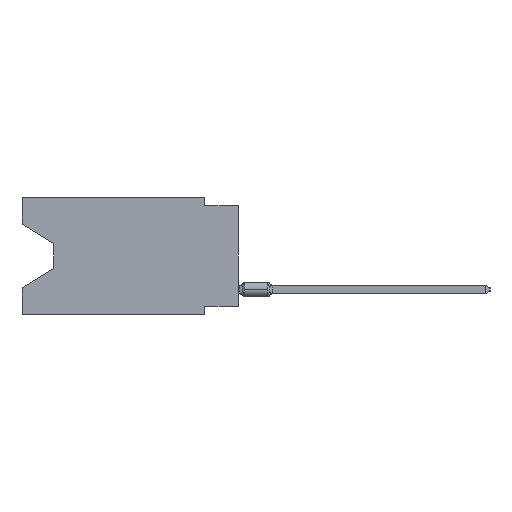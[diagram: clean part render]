
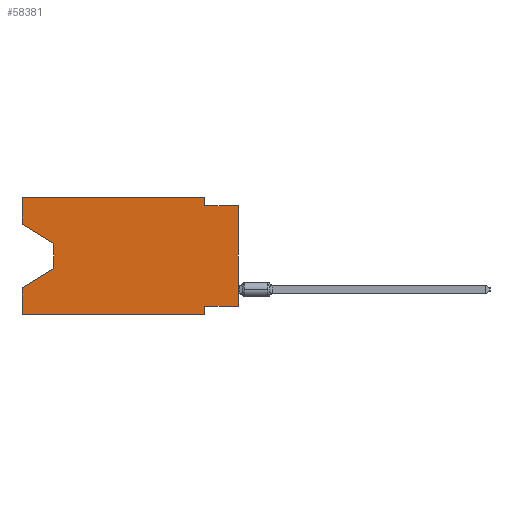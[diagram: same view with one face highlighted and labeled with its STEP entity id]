
A CAD part, left-side view. The second image highlights one B-rep face of the part: STEP entity #58381.
In plain terms, the highlighted planar face has unit normal (-1, 0, 0).
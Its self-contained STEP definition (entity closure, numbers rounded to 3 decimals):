
#1221 = ORIENTED_EDGE ( 'NONE', *, *, #83116, .T. ) ;
#1410 = DIRECTION ( 'NONE',  ( 0., 0., -1. ) ) ;
#2139 = DIRECTION ( 'NONE',  ( 0., 0., 1. ) ) ;
#2213 = EDGE_CURVE ( 'NONE', #34896, #27389, #35004, .T. ) ;
#3453 = CARTESIAN_POINT ( 'NONE',  ( 0., 0., -8.255 ) ) ;
#5312 = DIRECTION ( 'NONE',  ( 0., -0.855, -0.519 ) ) ;
#5780 = LINE ( 'NONE', #69151, #74684 ) ;
#7253 = CARTESIAN_POINT ( 'NONE',  ( 0., 2.54, -8.89 ) ) ;
#8649 = VERTEX_POINT ( 'NONE', #88016 ) ;
#9836 = VECTOR ( 'NONE', #15104, 1000. ) ;
#11682 = VECTOR ( 'NONE', #65654, 1000. ) ;
#12289 = VECTOR ( 'NONE', #43363, 1000. ) ;
#12426 = LINE ( 'NONE', #26875, #43579 ) ;
#14236 = ORIENTED_EDGE ( 'NONE', *, *, #32163, .F. ) ;
#15104 = DIRECTION ( 'NONE',  ( 0., 0.855, -0.519 ) ) ;
#15124 = CARTESIAN_POINT ( 'NONE',  ( 0., 0., -8.255 ) ) ;
#17121 = ORIENTED_EDGE ( 'NONE', *, *, #46172, .F. ) ;
#17239 = ORIENTED_EDGE ( 'NONE', *, *, #36423, .T. ) ;
#17398 = CARTESIAN_POINT ( 'NONE',  ( 0., 2.54, 0. ) ) ;
#18775 = DIRECTION ( 'NONE',  ( 0., 1., 0. ) ) ;
#19549 = VERTEX_POINT ( 'NONE', #15124 ) ;
#19658 = ORIENTED_EDGE ( 'NONE', *, *, #75235, .F. ) ;
#21948 = ORIENTED_EDGE ( 'NONE', *, *, #65655, .F. ) ;
#22004 = LINE ( 'NONE', #72309, #80942 ) ;
#22779 = LINE ( 'NONE', #51200, #11682 ) ;
#22808 = LINE ( 'NONE', #80111, #65564 ) ;
#26875 = CARTESIAN_POINT ( 'NONE',  ( 0., 16.383, 0. ) ) ;
#27389 = VERTEX_POINT ( 'NONE', #7253 ) ;
#27401 = DIRECTION ( 'NONE',  ( 0., 0., 1. ) ) ;
#28307 = EDGE_CURVE ( 'NONE', #8649, #30500, #22808, .T. ) ;
#28655 = LINE ( 'NONE', #50533, #9836 ) ;
#29629 = CARTESIAN_POINT ( 'NONE',  ( 0., 2.54, -0.635 ) ) ;
#30500 = VERTEX_POINT ( 'NONE', #53279 ) ;
#31174 = DIRECTION ( 'NONE',  ( 1., 0., 0. ) ) ;
#32163 = EDGE_CURVE ( 'NONE', #46596, #81864, #22004, .T. ) ;
#32262 = DIRECTION ( 'NONE',  ( 0., 0., 1. ) ) ;
#33603 = VECTOR ( 'NONE', #32262, 1000. ) ;
#34896 = VERTEX_POINT ( 'NONE', #85108 ) ;
#35004 = LINE ( 'NONE', #91361, #12289 ) ;
#36423 = EDGE_CURVE ( 'NONE', #30500, #90864, #28655, .T. ) ;
#36617 = VERTEX_POINT ( 'NONE', #54204 ) ;
#39099 = CARTESIAN_POINT ( 'NONE',  ( 0., 16.383, -8.89 ) ) ;
#41481 = VECTOR ( 'NONE', #2139, 1000. ) ;
#41689 = VERTEX_POINT ( 'NONE', #63607 ) ;
#42855 = ORIENTED_EDGE ( 'NONE', *, *, #2213, .F. ) ;
#42952 = VERTEX_POINT ( 'NONE', #55112 ) ;
#43363 = DIRECTION ( 'NONE',  ( 0., 0., -1. ) ) ;
#43579 = VECTOR ( 'NONE', #55298, 1000. ) ;
#44679 = CARTESIAN_POINT ( 'NONE',  ( 0., 16.383, -6.852 ) ) ;
#46172 = EDGE_CURVE ( 'NONE', #81864, #41689, #22779, .T. ) ;
#46283 = LINE ( 'NONE', #3453, #50672 ) ;
#46596 = VERTEX_POINT ( 'NONE', #17398 ) ;
#47720 = AXIS2_PLACEMENT_3D ( 'NONE', #74947, #31174, #88915 ) ;
#47906 = LINE ( 'NONE', #55826, #73052 ) ;
#50064 = EDGE_CURVE ( 'NONE', #42952, #8649, #5780, .T. ) ;
#50533 = CARTESIAN_POINT ( 'NONE',  ( 0., 13.97, -5.385 ) ) ;
#50672 = VECTOR ( 'NONE', #18775, 1000. ) ;
#51200 = CARTESIAN_POINT ( 'NONE',  ( 0., 0., -0.635 ) ) ;
#53073 = FACE_OUTER_BOUND ( 'NONE', #80048, .T. ) ;
#53279 = CARTESIAN_POINT ( 'NONE',  ( 0., 13.97, -5.385 ) ) ;
#54167 = CARTESIAN_POINT ( 'NONE',  ( 0., 16.383, 0. ) ) ;
#54204 = CARTESIAN_POINT ( 'NONE',  ( 0., 16.383, 0. ) ) ;
#55112 = CARTESIAN_POINT ( 'NONE',  ( 0., 16.383, -2.038 ) ) ;
#55298 = DIRECTION ( 'NONE',  ( 0., -1., 0. ) ) ;
#55776 = ORIENTED_EDGE ( 'NONE', *, *, #71630, .T. ) ;
#55826 = CARTESIAN_POINT ( 'NONE',  ( 0., 16.383, 0. ) ) ;
#58381 = ADVANCED_FACE ( 'NONE', ( #53073 ), #67978, .F. ) ;
#59248 = EDGE_CURVE ( 'NONE', #92124, #90864, #47906, .T. ) ;
#59436 = LINE ( 'NONE', #79024, #41481 ) ;
#63607 = CARTESIAN_POINT ( 'NONE',  ( 0., 0., -0.635 ) ) ;
#65564 = VECTOR ( 'NONE', #1410, 1000. ) ;
#65654 = DIRECTION ( 'NONE',  ( 0., -1., 0. ) ) ;
#65655 = EDGE_CURVE ( 'NONE', #36617, #46596, #12426, .T. ) ;
#66077 = ORIENTED_EDGE ( 'NONE', *, *, #70624, .F. ) ;
#67978 = PLANE ( 'NONE',  #47720 ) ;
#69151 = CARTESIAN_POINT ( 'NONE',  ( 0., 16.383, -2.038 ) ) ;
#70624 = EDGE_CURVE ( 'NONE', #42952, #36617, #75122, .T. ) ;
#71630 = EDGE_CURVE ( 'NONE', #92124, #27389, #83274, .T. ) ;
#72309 = CARTESIAN_POINT ( 'NONE',  ( 0., 2.54, 0. ) ) ;
#73052 = VECTOR ( 'NONE', #27401, 1000. ) ;
#74684 = VECTOR ( 'NONE', #5312, 1000. ) ;
#74947 = CARTESIAN_POINT ( 'NONE',  ( 0., 16.383, 0. ) ) ;
#75122 = LINE ( 'NONE', #54167, #33603 ) ;
#75235 = EDGE_CURVE ( 'NONE', #19549, #34896, #46283, .T. ) ;
#78352 = VECTOR ( 'NONE', #90243, 1000. ) ;
#79024 = CARTESIAN_POINT ( 'NONE',  ( 0., 0., 0. ) ) ;
#80048 = EDGE_LOOP ( 'NONE', ( #89168, #81756, #17239, #89308, #55776, #42855, #19658, #1221, #17121, #14236, #21948, #66077 ) ) ;
#80111 = CARTESIAN_POINT ( 'NONE',  ( 0., 13.97, -3.505 ) ) ;
#80942 = VECTOR ( 'NONE', #91900, 1000. ) ;
#81756 = ORIENTED_EDGE ( 'NONE', *, *, #28307, .T. ) ;
#81864 = VERTEX_POINT ( 'NONE', #29629 ) ;
#83116 = EDGE_CURVE ( 'NONE', #19549, #41689, #59436, .T. ) ;
#83274 = LINE ( 'NONE', #89781, #78352 ) ;
#85108 = CARTESIAN_POINT ( 'NONE',  ( 0., 2.54, -8.255 ) ) ;
#88016 = CARTESIAN_POINT ( 'NONE',  ( 0., 13.97, -3.505 ) ) ;
#88915 = DIRECTION ( 'NONE',  ( 0., 0., -1. ) ) ;
#89168 = ORIENTED_EDGE ( 'NONE', *, *, #50064, .T. ) ;
#89308 = ORIENTED_EDGE ( 'NONE', *, *, #59248, .F. ) ;
#89781 = CARTESIAN_POINT ( 'NONE',  ( 0., 16.383, -8.89 ) ) ;
#90243 = DIRECTION ( 'NONE',  ( 0., -1., 0. ) ) ;
#90864 = VERTEX_POINT ( 'NONE', #44679 ) ;
#91361 = CARTESIAN_POINT ( 'NONE',  ( 0., 2.54, -8.89 ) ) ;
#91900 = DIRECTION ( 'NONE',  ( 0., 0., -1. ) ) ;
#92124 = VERTEX_POINT ( 'NONE', #39099 ) ;
